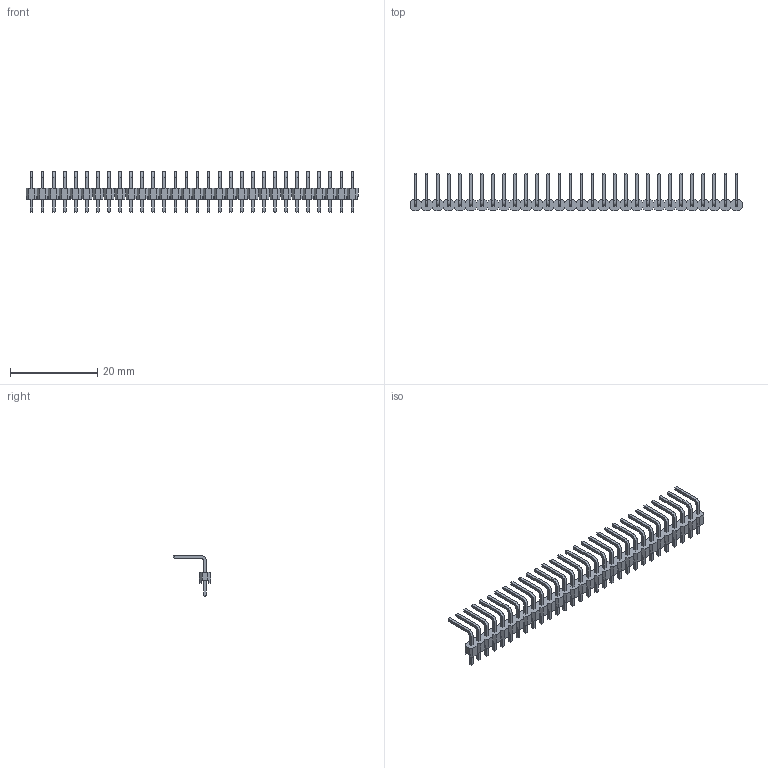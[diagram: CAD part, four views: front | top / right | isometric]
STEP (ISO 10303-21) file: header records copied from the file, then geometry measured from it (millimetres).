
FILE_DESCRIPTION(('STEP AP214'), '1');
FILE_NAME('PLS-RU', '', ('UNSPECIFIED'), ('UNSPECIFIED'), 'ASCON STEP Converter 1.6', 'ASCON Math Kernel', '');
FILE_SCHEMA(('AUTOMOTIVE_DESIGN { 1 0 10303 214 3 1 1}'));
Length unit declared in the file: millimetre
Bounding box: 76.2 x 8.52 x 9.39 mm (x, y, z)
Volume: 514.6 mm3; surface area: 1945.4 mm2
Topology: 1 solids, 1 shells, 964 faces, 2466 edges, 1564 vertices
Faces by surface type: plane 904, cylinder 60
Entity records: 36102 total; most frequent: CARTESIAN_POINT 4995, ORIENTED_EDGE 4932, DIRECTION 4516, EDGE_CURVE 2466, LINE 2346, VECTOR 2346, VERTEX_POINT 1564, AXIS2_PLACEMENT_3D 1085
